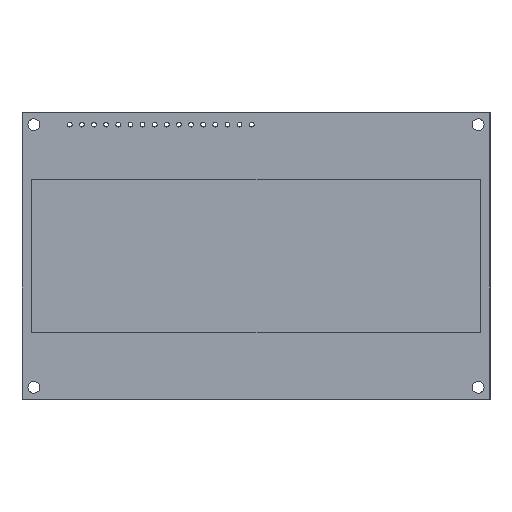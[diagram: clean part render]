
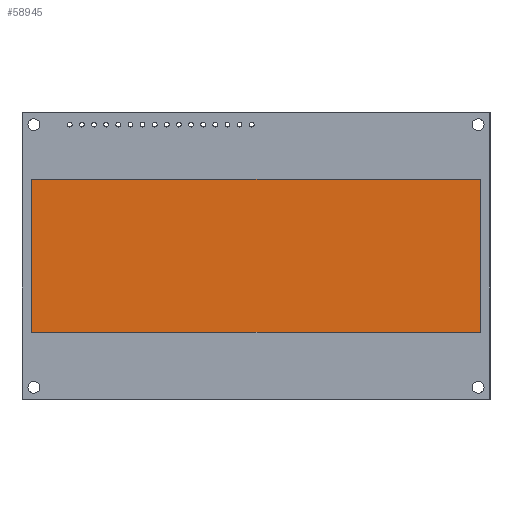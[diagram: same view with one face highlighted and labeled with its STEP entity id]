
A CAD part, top view. The second image highlights one B-rep face of the part: STEP entity #58945.
In plain terms, the highlighted face is planar.
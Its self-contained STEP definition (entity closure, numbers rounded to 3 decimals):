
#58836 = VERTEX_POINT('',#58837);
#58837 = CARTESIAN_POINT('',(-32.,4.7,-94.));
#58843 = EDGE_CURVE('',#58844,#58836,#58846,.T.);
#58844 = VERTEX_POINT('',#58845);
#58845 = CARTESIAN_POINT('',(0.,4.7,-94.));
#58846 = LINE('',#58847,#58848);
#58847 = CARTESIAN_POINT('',(0.,4.7,-94.));
#58848 = VECTOR('',#58849,1.);
#58849 = DIRECTION('',(-1.,0.,0.));
#58874 = EDGE_CURVE('',#58875,#58844,#58877,.T.);
#58875 = VERTEX_POINT('',#58876);
#58876 = CARTESIAN_POINT('',(0.,4.7,0.));
#58877 = LINE('',#58878,#58879);
#58878 = CARTESIAN_POINT('',(0.,4.7,0.));
#58879 = VECTOR('',#58880,1.);
#58880 = DIRECTION('',(0.,0.,-1.));
#58905 = EDGE_CURVE('',#58906,#58875,#58908,.T.);
#58906 = VERTEX_POINT('',#58907);
#58907 = CARTESIAN_POINT('',(-32.,4.7,0.));
#58908 = LINE('',#58909,#58910);
#58909 = CARTESIAN_POINT('',(-32.,4.7,0.));
#58910 = VECTOR('',#58911,1.);
#58911 = DIRECTION('',(1.,0.,0.));
#58934 = EDGE_CURVE('',#58836,#58906,#58935,.T.);
#58935 = LINE('',#58936,#58937);
#58936 = CARTESIAN_POINT('',(-32.,4.7,-94.));
#58937 = VECTOR('',#58938,1.);
#58938 = DIRECTION('',(0.,0.,1.));
#58945 = ADVANCED_FACE('',(#58946),#58952,.T.);
#58946 = FACE_BOUND('',#58947,.T.);
#58947 = EDGE_LOOP('',(#58948,#58949,#58950,#58951));
#58948 = ORIENTED_EDGE('',*,*,#58934,.T.);
#58949 = ORIENTED_EDGE('',*,*,#58905,.T.);
#58950 = ORIENTED_EDGE('',*,*,#58874,.T.);
#58951 = ORIENTED_EDGE('',*,*,#58843,.T.);
#58952 = PLANE('',#58953);
#58953 = AXIS2_PLACEMENT_3D('',#58954,#58955,#58956);
#58954 = CARTESIAN_POINT('',(-16.,4.7,-47.));
#58955 = DIRECTION('',(0.,1.,0.));
#58956 = DIRECTION('',(0.,0.,1.));
